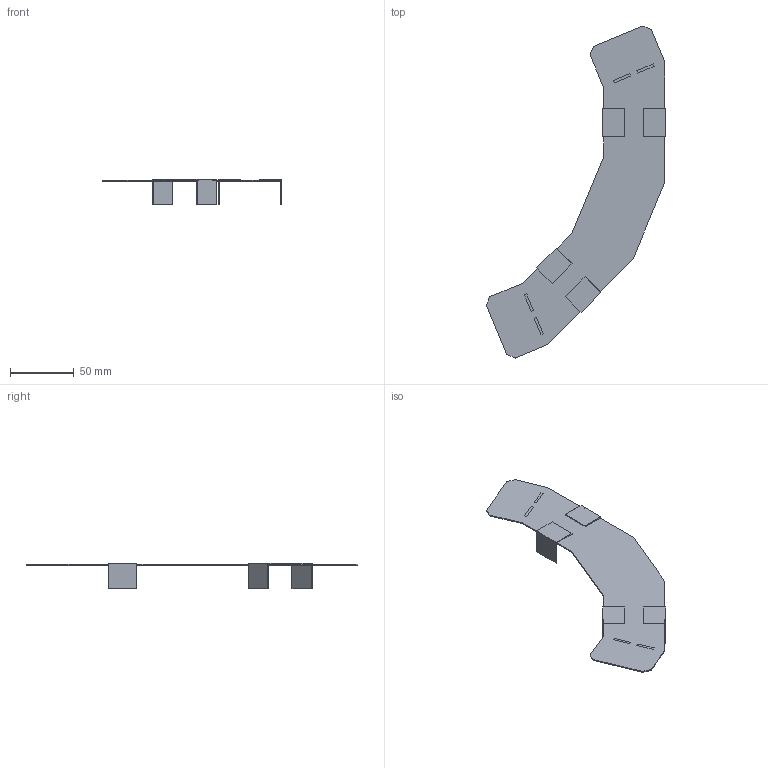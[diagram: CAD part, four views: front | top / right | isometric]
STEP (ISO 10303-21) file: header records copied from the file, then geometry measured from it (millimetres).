
FILE_DESCRIPTION(/* description */ (''),/* implementation_level */ '2;1');
FILE_NAME(/* name */ '485220.stp',/* time_stamp */ '2023-12-19T13:47:07+01:00',/* author */ ('bonnaudn'),/* organization */ (''),/* preprocessor_version */ 'ST-DEVELOPER v19.2',/* originating_system */ 'AutoCAD Mechanical',/* authorisation */ '');
FILE_SCHEMA (('AUTOMOTIVE_DESIGN { 1 0 10303 214 3 1 1 }'));
Length unit declared in the file: millimetre
Products named in the file (1): Product
Bounding box: 140.77 x 260.67 x 19.88 mm (x, y, z)
Volume: 13554.9 mm3; surface area: 35388.5 mm2
Topology: 5 solids, 13 shells, 58 faces, 152 edges, 112 vertices
Faces by surface type: plane 58
Entity records: 1801 total; most frequent: CARTESIAN_POINT 323, ORIENTED_EDGE 272, DIRECTION 270, LINE 152, VECTOR 152, EDGE_CURVE 152, VERTEX_POINT 112, AXIS2_PLACEMENT_3D 59
